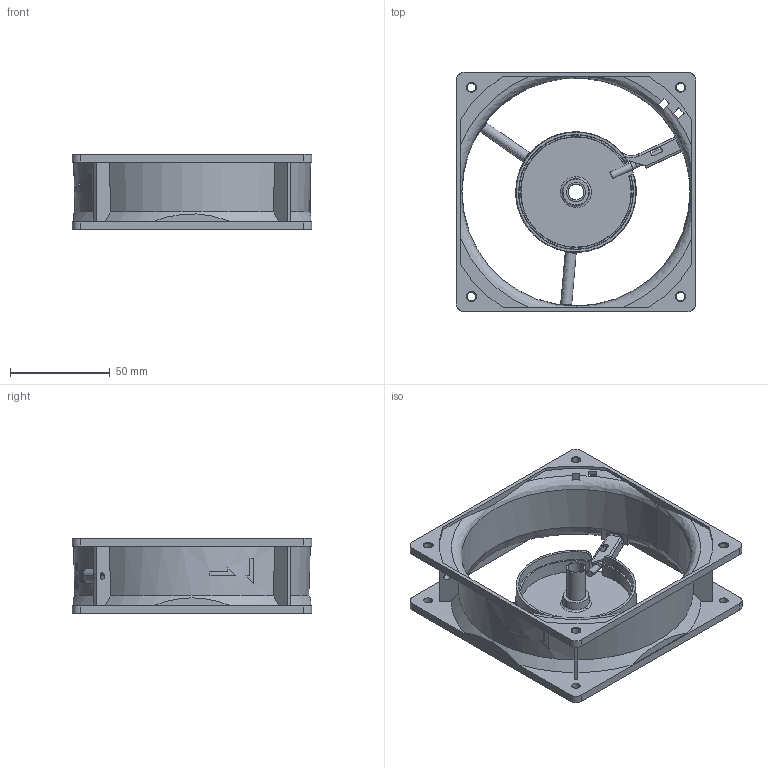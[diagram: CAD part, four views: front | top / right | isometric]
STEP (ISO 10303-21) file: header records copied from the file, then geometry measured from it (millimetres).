
FILE_DESCRIPTION (( 'STEP AP203' ), '1' );
FILE_NAME ('OA109AP_m2_frame.stp', '2023-09-14T16:22:37', ( '' ), ( '' ), 'SwSTEP 2.0', 'SolidWorks 2018', '' );
FILE_SCHEMA (( 'CONFIG_CONTROL_DESIGN' ));
Length unit declared in the file: millimetre
Products named in the file (1): OA109AP_m2_frame
Bounding box: 120 x 120 x 38.02 mm (x, y, z)
Volume: 60984.7 mm3; surface area: 57506.3 mm2
Topology: 1 solids, 1 shells, 410 faces, 1167 edges, 759 vertices
Faces by surface type: bspline 229, plane 181
Entity records: 23895 total; most frequent: CARTESIAN_POINT 15508, ORIENTED_EDGE 2326, EDGE_CURVE 1163, DIRECTION 841, VERTEX_POINT 759, B_SPLINE_CURVE_WITH_KNOTS 675, EDGE_LOOP 454, ADVANCED_FACE 410
